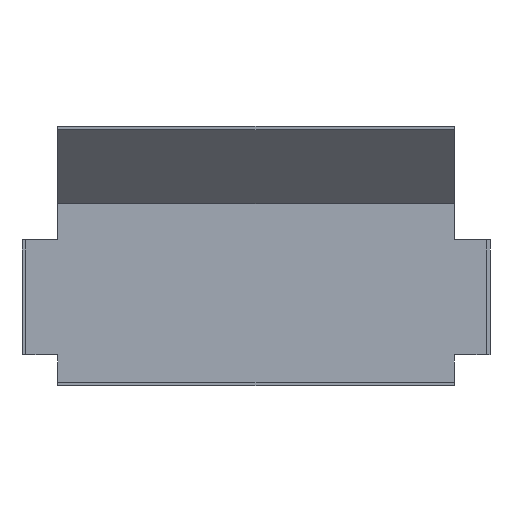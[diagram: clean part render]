
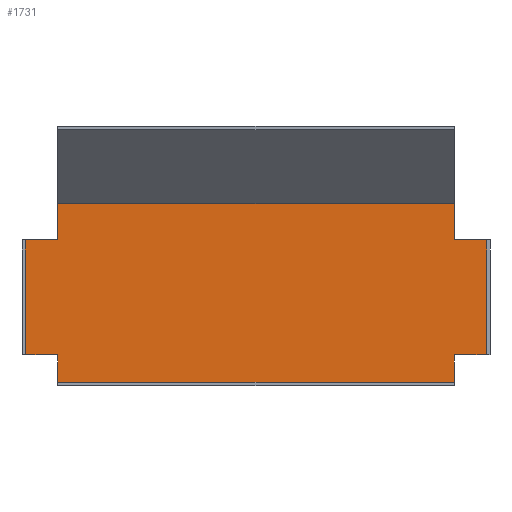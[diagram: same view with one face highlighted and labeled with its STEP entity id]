
A CAD part, front view. The second image highlights one B-rep face of the part: STEP entity #1731.
In plain terms, the highlighted planar face has unit normal (0, -1, 0).
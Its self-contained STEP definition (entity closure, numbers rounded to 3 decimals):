
#1 = VECTOR ( 'NONE', #74, 1000. ) ;
#6 = VERTEX_POINT ( 'NONE', #1433 ) ;
#9 = ORIENTED_EDGE ( 'NONE', *, *, #986, .F. ) ;
#13 = VECTOR ( 'NONE', #1246, 1000. ) ;
#16 = CARTESIAN_POINT ( 'NONE',  ( 100.5, -1.5, 23.5 ) ) ;
#21 = CARTESIAN_POINT ( 'NONE',  ( 86.5, -1.5, 36.893 ) ) ;
#35 = VERTEX_POINT ( 'NONE', #1159 ) ;
#43 = VECTOR ( 'NONE', #606, 1000. ) ;
#52 = VERTEX_POINT ( 'NONE', #977 ) ;
#55 = LINE ( 'NONE', #556, #1625 ) ;
#66 = VERTEX_POINT ( 'NONE', #489 ) ;
#67 = DIRECTION ( 'NONE',  ( 1., 0., 0. ) ) ;
#69 = CARTESIAN_POINT ( 'NONE',  ( 86.5, -1.5, -38.5 ) ) ;
#74 = DIRECTION ( 'NONE',  ( 0., 0., 1. ) ) ;
#78 = LINE ( 'NONE', #396, #741 ) ;
#82 = FACE_OUTER_BOUND ( 'NONE', #1340, .T. ) ;
#86 = EDGE_CURVE ( 'NONE', #171, #1616, #395, .T. ) ;
#87 = VECTOR ( 'NONE', #1545, 1000. ) ;
#89 = VERTEX_POINT ( 'NONE', #187 ) ;
#98 = VECTOR ( 'NONE', #228, 1000. ) ;
#102 = EDGE_CURVE ( 'NONE', #1627, #35, #1589, .T. ) ;
#116 = CARTESIAN_POINT ( 'NONE',  ( 86.5, -1.5, -26.5 ) ) ;
#119 = EDGE_CURVE ( 'NONE', #66, #1030, #353, .T. ) ;
#133 = ORIENTED_EDGE ( 'NONE', *, *, #860, .T. ) ;
#139 = EDGE_CURVE ( 'NONE', #1616, #1656, #1066, .T. ) ;
#153 = DIRECTION ( 'NONE',  ( 0., 0., -1. ) ) ;
#171 = VERTEX_POINT ( 'NONE', #116 ) ;
#174 = CARTESIAN_POINT ( 'NONE',  ( 94.5, -1.5, -26.5 ) ) ;
#187 = CARTESIAN_POINT ( 'NONE',  ( 94.5, -1.5, 23.5 ) ) ;
#202 = LINE ( 'NONE', #1286, #87 ) ;
#211 = CARTESIAN_POINT ( 'NONE',  ( -94.5, -1.5, 23.5 ) ) ;
#228 = DIRECTION ( 'NONE',  ( -1., 0., 0. ) ) ;
#248 = CARTESIAN_POINT ( 'NONE',  ( 86.5, -1.5, -38.5 ) ) ;
#250 = ORIENTED_EDGE ( 'NONE', *, *, #415, .T. ) ;
#253 = CARTESIAN_POINT ( 'NONE',  ( 86.5, -1.5, -32.5 ) ) ;
#268 = CARTESIAN_POINT ( 'NONE',  ( 86.5, -1.5, 40. ) ) ;
#271 = ORIENTED_EDGE ( 'NONE', *, *, #362, .T. ) ;
#278 = CARTESIAN_POINT ( 'NONE',  ( 86.5, -1.5, 23.5 ) ) ;
#283 = LINE ( 'NONE', #486, #956 ) ;
#301 = LINE ( 'NONE', #739, #1701 ) ;
#305 = VERTEX_POINT ( 'NONE', #993 ) ;
#307 = VERTEX_POINT ( 'NONE', #1208 ) ;
#314 = EDGE_CURVE ( 'NONE', #89, #910, #78, .T. ) ;
#318 = VECTOR ( 'NONE', #1623, 1000. ) ;
#322 = CARTESIAN_POINT ( 'NONE',  ( -86.5, -1.5, 23.5 ) ) ;
#353 = LINE ( 'NONE', #174, #1025 ) ;
#362 = EDGE_CURVE ( 'NONE', #463, #1656, #700, .T. ) ;
#384 = LINE ( 'NONE', #1448, #98 ) ;
#385 = EDGE_CURVE ( 'NONE', #307, #52, #1015, .T. ) ;
#395 = LINE ( 'NONE', #1520, #1044 ) ;
#396 = CARTESIAN_POINT ( 'NONE',  ( 94.5, -1.5, 23.5 ) ) ;
#406 = LINE ( 'NONE', #1169, #1038 ) ;
#415 = EDGE_CURVE ( 'NONE', #305, #1449, #55, .T. ) ;
#463 = VERTEX_POINT ( 'NONE', #1534 ) ;
#465 = VECTOR ( 'NONE', #862, 1000. ) ;
#486 = CARTESIAN_POINT ( 'NONE',  ( -94.5, -1.5, 23.5 ) ) ;
#489 = CARTESIAN_POINT ( 'NONE',  ( 94.5, -1.5, -26.5 ) ) ;
#516 = VERTEX_POINT ( 'NONE', #748 ) ;
#536 = VECTOR ( 'NONE', #1032, 1000. ) ;
#551 = CARTESIAN_POINT ( 'NONE',  ( 86.5, -1.5, 36.893 ) ) ;
#556 = CARTESIAN_POINT ( 'NONE',  ( -86.5, -1.5, 40. ) ) ;
#571 = ORIENTED_EDGE ( 'NONE', *, *, #1649, .T. ) ;
#594 = CARTESIAN_POINT ( 'NONE',  ( 100.5, -1.5, -26.5 ) ) ;
#606 = DIRECTION ( 'NONE',  ( -1., 0., 0. ) ) ;
#612 = CARTESIAN_POINT ( 'NONE',  ( -94.5, -1.5, 23.5 ) ) ;
#644 = VECTOR ( 'NONE', #1412, 1000. ) ;
#647 = ORIENTED_EDGE ( 'NONE', *, *, #865, .F. ) ;
#651 = EDGE_CURVE ( 'NONE', #89, #1695, #1191, .T. ) ;
#677 = DIRECTION ( 'NONE',  ( 0., 1., 0. ) ) ;
#700 = LINE ( 'NONE', #69, #318 ) ;
#705 = LINE ( 'NONE', #21, #1 ) ;
#708 = LINE ( 'NONE', #1178, #13 ) ;
#729 = CARTESIAN_POINT ( 'NONE',  ( -86.5, -1.5, 40. ) ) ;
#739 = CARTESIAN_POINT ( 'NONE',  ( -100.5, -1.5, 0. ) ) ;
#741 = VECTOR ( 'NONE', #1293, 1000. ) ;
#748 = CARTESIAN_POINT ( 'NONE',  ( 86.5, -1.5, 39.379 ) ) ;
#758 = ORIENTED_EDGE ( 'NONE', *, *, #817, .T. ) ;
#774 = CARTESIAN_POINT ( 'NONE',  ( -94.5, -1.5, -26.5 ) ) ;
#777 = ORIENTED_EDGE ( 'NONE', *, *, #1321, .F. ) ;
#787 = CARTESIAN_POINT ( 'NONE',  ( -86.5, -1.5, -32.5 ) ) ;
#789 = VECTOR ( 'NONE', #1494, 1000. ) ;
#809 = DIRECTION ( 'NONE',  ( 0., 0., 1. ) ) ;
#817 = EDGE_CURVE ( 'NONE', #1449, #463, #1201, .T. ) ;
#834 = LINE ( 'NONE', #1036, #1104 ) ;
#860 = EDGE_CURVE ( 'NONE', #1627, #305, #202, .T. ) ;
#862 = DIRECTION ( 'NONE',  ( 0., 0., 1. ) ) ;
#865 = EDGE_CURVE ( 'NONE', #52, #516, #834, .T. ) ;
#880 = CARTESIAN_POINT ( 'NONE',  ( 86.5, -1.5, 23.5 ) ) ;
#881 = DIRECTION ( 'NONE',  ( 0., 0., -1. ) ) ;
#910 = VERTEX_POINT ( 'NONE', #880 ) ;
#919 = VECTOR ( 'NONE', #1110, 1000. ) ;
#921 = VERTEX_POINT ( 'NONE', #322 ) ;
#940 = ORIENTED_EDGE ( 'NONE', *, *, #102, .F. ) ;
#956 = VECTOR ( 'NONE', #67, 1000. ) ;
#970 = EDGE_CURVE ( 'NONE', #66, #171, #384, .T. ) ;
#975 = ORIENTED_EDGE ( 'NONE', *, *, #119, .T. ) ;
#977 = CARTESIAN_POINT ( 'NONE',  ( -86.5, -1.5, 39.379 ) ) ;
#986 = EDGE_CURVE ( 'NONE', #1450, #910, #708, .T. ) ;
#993 = CARTESIAN_POINT ( 'NONE',  ( -86.5, -1.5, -26.5 ) ) ;
#1015 = LINE ( 'NONE', #729, #465 ) ;
#1025 = VECTOR ( 'NONE', #1454, 1000. ) ;
#1028 = EDGE_CURVE ( 'NONE', #1030, #1695, #1415, .T. ) ;
#1030 = VERTEX_POINT ( 'NONE', #594 ) ;
#1032 = DIRECTION ( 'NONE',  ( 0., 0., 1. ) ) ;
#1036 = CARTESIAN_POINT ( 'NONE',  ( 86.5, -1.5, 39.379 ) ) ;
#1038 = VECTOR ( 'NONE', #881, 1000. ) ;
#1041 = LINE ( 'NONE', #612, #644 ) ;
#1044 = VECTOR ( 'NONE', #1507, 1000. ) ;
#1053 = DIRECTION ( 'NONE',  ( 0., 0., -1. ) ) ;
#1054 = CARTESIAN_POINT ( 'NONE',  ( 86.5, -1.5, 40. ) ) ;
#1066 = LINE ( 'NONE', #1054, #1469 ) ;
#1067 = ORIENTED_EDGE ( 'NONE', *, *, #1492, .T. ) ;
#1104 = VECTOR ( 'NONE', #1281, 1000. ) ;
#1106 = ORIENTED_EDGE ( 'NONE', *, *, #651, .F. ) ;
#1110 = DIRECTION ( 'NONE',  ( 0., 0., -1. ) ) ;
#1152 = ORIENTED_EDGE ( 'NONE', *, *, #86, .F. ) ;
#1159 = CARTESIAN_POINT ( 'NONE',  ( -100.5, -1.5, -26.5 ) ) ;
#1168 = DIRECTION ( 'NONE',  ( 0., 0., -1. ) ) ;
#1169 = CARTESIAN_POINT ( 'NONE',  ( -86.5, -1.5, 40. ) ) ;
#1178 = CARTESIAN_POINT ( 'NONE',  ( 86.5, -1.5, 40. ) ) ;
#1189 = ORIENTED_EDGE ( 'NONE', *, *, #1476, .T. ) ;
#1191 = LINE ( 'NONE', #278, #789 ) ;
#1193 = ORIENTED_EDGE ( 'NONE', *, *, #970, .F. ) ;
#1201 = LINE ( 'NONE', #787, #919 ) ;
#1208 = CARTESIAN_POINT ( 'NONE',  ( -86.5, -1.5, 36.893 ) ) ;
#1242 = ORIENTED_EDGE ( 'NONE', *, *, #139, .F. ) ;
#1246 = DIRECTION ( 'NONE',  ( 0., 0., -1. ) ) ;
#1253 = ORIENTED_EDGE ( 'NONE', *, *, #314, .T. ) ;
#1265 = VERTEX_POINT ( 'NONE', #211 ) ;
#1281 = DIRECTION ( 'NONE',  ( 1., 0., 0. ) ) ;
#1286 = CARTESIAN_POINT ( 'NONE',  ( -94.5, -1.5, -26.5 ) ) ;
#1293 = DIRECTION ( 'NONE',  ( -1., 0., 0. ) ) ;
#1301 = EDGE_CURVE ( 'NONE', #1265, #6, #1041, .T. ) ;
#1321 = EDGE_CURVE ( 'NONE', #1265, #921, #283, .T. ) ;
#1338 = ORIENTED_EDGE ( 'NONE', *, *, #1028, .T. ) ;
#1340 = EDGE_LOOP ( 'NONE', ( #571, #777, #1606, #1067, #940, #133, #250, #758, #271, #1242, #1152, #1193, #975, #1338, #1106, #1253, #9, #1189, #647, #1652 ) ) ;
#1386 = CARTESIAN_POINT ( 'NONE',  ( 100.5, -1.5, 0. ) ) ;
#1412 = DIRECTION ( 'NONE',  ( -1., 0., 0. ) ) ;
#1415 = LINE ( 'NONE', #1386, #536 ) ;
#1433 = CARTESIAN_POINT ( 'NONE',  ( -100.5, -1.5, 23.5 ) ) ;
#1448 = CARTESIAN_POINT ( 'NONE',  ( 94.5, -1.5, -26.5 ) ) ;
#1449 = VERTEX_POINT ( 'NONE', #1484 ) ;
#1450 = VERTEX_POINT ( 'NONE', #551 ) ;
#1454 = DIRECTION ( 'NONE',  ( 1., 0., 0. ) ) ;
#1461 = PLANE ( 'NONE',  #1686 ) ;
#1469 = VECTOR ( 'NONE', #153, 1000. ) ;
#1476 = EDGE_CURVE ( 'NONE', #1450, #516, #705, .T. ) ;
#1484 = CARTESIAN_POINT ( 'NONE',  ( -86.5, -1.5, -32.5 ) ) ;
#1492 = EDGE_CURVE ( 'NONE', #6, #35, #301, .T. ) ;
#1494 = DIRECTION ( 'NONE',  ( 1., 0., 0. ) ) ;
#1507 = DIRECTION ( 'NONE',  ( 0., 0., -1. ) ) ;
#1520 = CARTESIAN_POINT ( 'NONE',  ( 86.5, -1.5, 40. ) ) ;
#1534 = CARTESIAN_POINT ( 'NONE',  ( -86.5, -1.5, -38.5 ) ) ;
#1545 = DIRECTION ( 'NONE',  ( 1., 0., 0. ) ) ;
#1589 = LINE ( 'NONE', #1690, #43 ) ;
#1606 = ORIENTED_EDGE ( 'NONE', *, *, #1301, .T. ) ;
#1616 = VERTEX_POINT ( 'NONE', #253 ) ;
#1623 = DIRECTION ( 'NONE',  ( 1., 0., 0. ) ) ;
#1625 = VECTOR ( 'NONE', #1168, 1000. ) ;
#1627 = VERTEX_POINT ( 'NONE', #774 ) ;
#1649 = EDGE_CURVE ( 'NONE', #307, #921, #406, .T. ) ;
#1652 = ORIENTED_EDGE ( 'NONE', *, *, #385, .F. ) ;
#1656 = VERTEX_POINT ( 'NONE', #248 ) ;
#1686 = AXIS2_PLACEMENT_3D ( 'NONE', #268, #677, #809 ) ;
#1690 = CARTESIAN_POINT ( 'NONE',  ( 86.5, -1.5, -26.5 ) ) ;
#1695 = VERTEX_POINT ( 'NONE', #16 ) ;
#1701 = VECTOR ( 'NONE', #1053, 1000. ) ;
#1731 = ADVANCED_FACE ( 'NONE', ( #82 ), #1461, .F. ) ;
